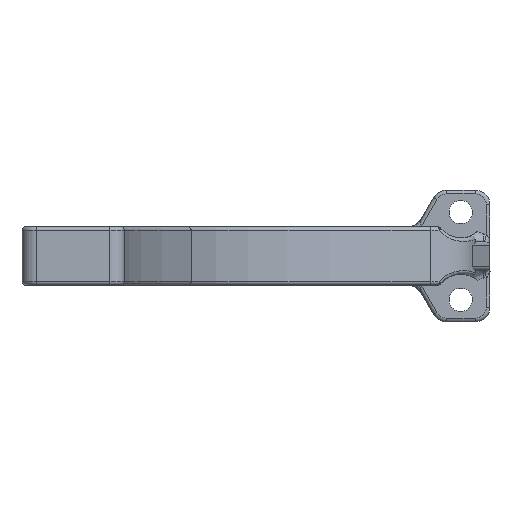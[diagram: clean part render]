
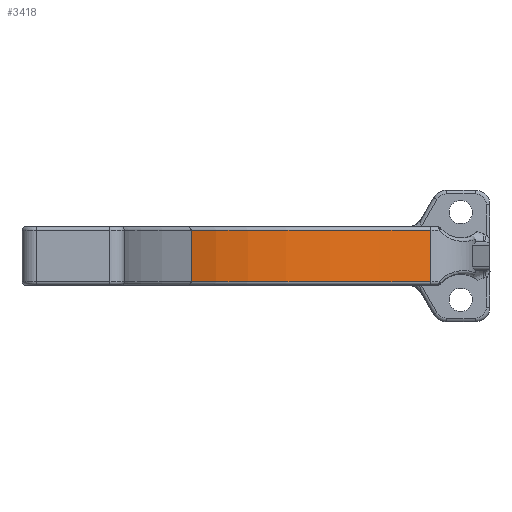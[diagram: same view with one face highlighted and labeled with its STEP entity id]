
A CAD part, front view. The second image highlights one B-rep face of the part: STEP entity #3418.
In plain terms, the highlighted cylindrical face has radius 47.5 mm (diameter 95 mm), a partial arc.
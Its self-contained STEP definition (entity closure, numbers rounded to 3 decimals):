
#125 = VECTOR ( 'NONE', #12891, 1000. ) ;
#1083 = VERTEX_POINT ( 'NONE', #2552 ) ;
#1421 = EDGE_CURVE ( 'NONE', #9585, #11506, #2701, .T. ) ;
#1580 = EDGE_CURVE ( 'NONE', #11506, #1083, #12786, .T. ) ;
#1772 = CARTESIAN_POINT ( 'NONE',  ( -30.864, -36.091, 4. ) ) ;
#2552 = CARTESIAN_POINT ( 'NONE',  ( 1.898, -7.772, -3.5 ) ) ;
#2701 = LINE ( 'NONE', #1772, #125 ) ;
#2829 = DIRECTION ( 'NONE',  ( -1., 0., 0. ) ) ;
#2852 = AXIS2_PLACEMENT_3D ( 'NONE', #6737, #12767, #2829 ) ;
#3042 = DIRECTION ( 'NONE',  ( 0., 0., 1. ) ) ;
#3418 = ADVANCED_FACE ( 'NONE', ( #4040 ), #12114, .F. ) ;
#3645 = CARTESIAN_POINT ( 'NONE',  ( 13.164, -53.916, 3.5 ) ) ;
#4040 = FACE_OUTER_BOUND ( 'NONE', #8930, .T. ) ;
#5971 = EDGE_CURVE ( 'NONE', #12746, #1083, #11406, .T. ) ;
#6057 = CARTESIAN_POINT ( 'NONE',  ( 1.898, -7.772, 3.5 ) ) ;
#6341 = VECTOR ( 'NONE', #8480, 1000. ) ;
#6737 = CARTESIAN_POINT ( 'NONE',  ( 13.164, -53.916, -3.5 ) ) ;
#6835 = CARTESIAN_POINT ( 'NONE',  ( -30.864, -36.091, -3.5 ) ) ;
#7006 = DIRECTION ( 'NONE',  ( 0., 0., -1. ) ) ;
#7222 = ORIENTED_EDGE ( 'NONE', *, *, #1421, .T. ) ;
#7246 = ORIENTED_EDGE ( 'NONE', *, *, #7540, .T. ) ;
#7466 = AXIS2_PLACEMENT_3D ( 'NONE', #3645, #3042, #12524 ) ;
#7540 = EDGE_CURVE ( 'NONE', #12746, #9585, #12770, .T. ) ;
#8137 = ORIENTED_EDGE ( 'NONE', *, *, #5971, .F. ) ;
#8480 = DIRECTION ( 'NONE',  ( 0., 0., -1. ) ) ;
#8930 = EDGE_LOOP ( 'NONE', ( #8137, #7246, #7222, #11273 ) ) ;
#9536 = CARTESIAN_POINT ( 'NONE',  ( 1.898, -7.772, 4. ) ) ;
#9585 = VERTEX_POINT ( 'NONE', #12120 ) ;
#10188 = CARTESIAN_POINT ( 'NONE',  ( 13.164, -53.916, 4. ) ) ;
#10697 = AXIS2_PLACEMENT_3D ( 'NONE', #10188, #7006, #12053 ) ;
#11273 = ORIENTED_EDGE ( 'NONE', *, *, #1580, .T. ) ;
#11406 = LINE ( 'NONE', #9536, #6341 ) ;
#11506 = VERTEX_POINT ( 'NONE', #6835 ) ;
#12053 = DIRECTION ( 'NONE',  ( -1., 0., 0. ) ) ;
#12114 = CYLINDRICAL_SURFACE ( 'NONE', #10697, 47.5 ) ;
#12120 = CARTESIAN_POINT ( 'NONE',  ( -30.864, -36.091, 3.5 ) ) ;
#12524 = DIRECTION ( 'NONE',  ( -1., 0., 0. ) ) ;
#12746 = VERTEX_POINT ( 'NONE', #6057 ) ;
#12767 = DIRECTION ( 'NONE',  ( 0., 0., -1. ) ) ;
#12770 = CIRCLE ( 'NONE', #7466, 47.5 ) ;
#12786 = CIRCLE ( 'NONE', #2852, 47.5 ) ;
#12891 = DIRECTION ( 'NONE',  ( 0., 0., -1. ) ) ;
